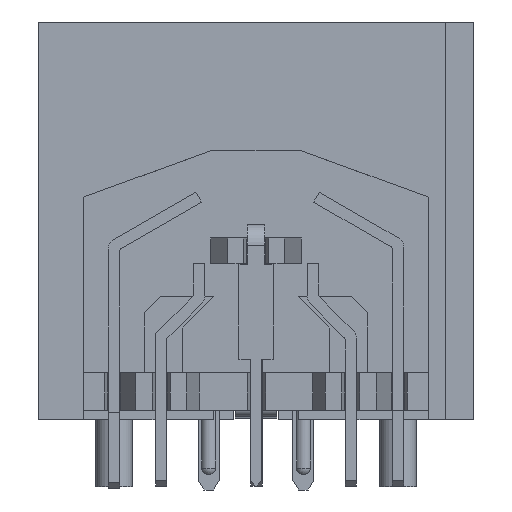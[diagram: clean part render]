
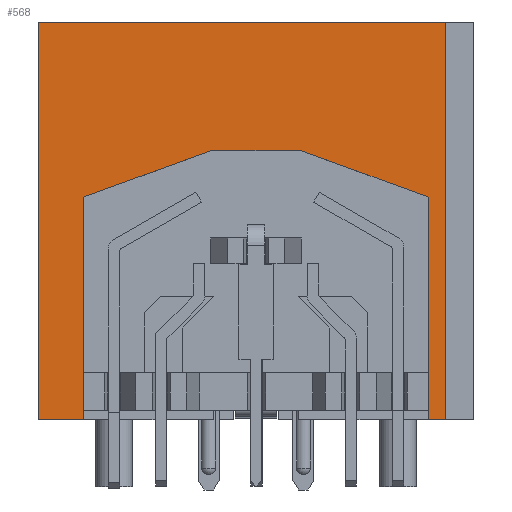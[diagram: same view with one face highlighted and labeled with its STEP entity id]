
A CAD part, left-side view. The second image highlights one B-rep face of the part: STEP entity #568.
In plain terms, the highlighted planar face has unit normal (-1, 0, 0).
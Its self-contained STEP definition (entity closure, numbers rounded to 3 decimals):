
#568=ADVANCED_FACE('',(#1261),#941,.T.);
#941=PLANE('',#7973);
#1261=FACE_OUTER_BOUND('',#1657,.T.);
#1657=EDGE_LOOP('',(#2672,#2673,#2674,#2675,#2676,#2677,#2678,#2679,#2680,
#2681,#2682,#2683,#2684,#2685));
#2672=ORIENTED_EDGE('',*,*,#5382,.T.);
#2673=ORIENTED_EDGE('',*,*,#5375,.T.);
#2674=ORIENTED_EDGE('',*,*,#5384,.T.);
#2675=ORIENTED_EDGE('',*,*,#5385,.T.);
#2676=ORIENTED_EDGE('',*,*,#5386,.T.);
#2677=ORIENTED_EDGE('',*,*,#5241,.T.);
#2678=ORIENTED_EDGE('',*,*,#5387,.T.);
#2679=ORIENTED_EDGE('',*,*,#5388,.T.);
#2680=ORIENTED_EDGE('',*,*,#5389,.F.);
#2681=ORIENTED_EDGE('',*,*,#5255,.T.);
#2682=ORIENTED_EDGE('',*,*,#5259,.F.);
#2683=ORIENTED_EDGE('',*,*,#5264,.F.);
#2684=ORIENTED_EDGE('',*,*,#5363,.F.);
#2685=ORIENTED_EDGE('',*,*,#5390,.T.);
#4453=VERTEX_POINT('',#11228);
#4454=VERTEX_POINT('',#11230);
#4465=VERTEX_POINT('',#11258);
#4466=VERTEX_POINT('',#11260);
#4468=VERTEX_POINT('',#11266);
#4470=VERTEX_POINT('',#11275);
#4532=VERTEX_POINT('',#11471);
#4541=VERTEX_POINT('',#11500);
#4542=VERTEX_POINT('',#11501);
#4547=VERTEX_POINT('',#11515);
#4548=VERTEX_POINT('',#11519);
#4549=VERTEX_POINT('',#11521);
#4550=VERTEX_POINT('',#11524);
#4551=VERTEX_POINT('',#11526);
#5241=EDGE_CURVE('',#4454,#4453,#6275,.T.);
#5255=EDGE_CURVE('',#4466,#4465,#6289,.T.);
#5259=EDGE_CURVE('',#4468,#4465,#6293,.T.);
#5264=EDGE_CURVE('',#4470,#4468,#6298,.T.);
#5363=EDGE_CURVE('',#4532,#4470,#6396,.T.);
#5375=EDGE_CURVE('',#4541,#4542,#6401,.T.);
#5382=EDGE_CURVE('',#4547,#4541,#6408,.T.);
#5384=EDGE_CURVE('',#4542,#4548,#6410,.T.);
#5385=EDGE_CURVE('',#4548,#4549,#6411,.T.);
#5386=EDGE_CURVE('',#4549,#4454,#6412,.T.);
#5387=EDGE_CURVE('',#4453,#4550,#6413,.T.);
#5388=EDGE_CURVE('',#4550,#4551,#6414,.T.);
#5389=EDGE_CURVE('',#4466,#4551,#6415,.T.);
#5390=EDGE_CURVE('',#4532,#4547,#6416,.T.);
#6275=LINE('',#11229,#7193);
#6289=LINE('',#11259,#7207);
#6293=LINE('',#11267,#7211);
#6298=LINE('',#11276,#7216);
#6396=LINE('',#11472,#7314);
#6401=LINE('',#11499,#7319);
#6408=LINE('',#11514,#7326);
#6410=LINE('',#11518,#7328);
#6411=LINE('',#11520,#7329);
#6412=LINE('',#11522,#7330);
#6413=LINE('',#11523,#7331);
#6414=LINE('',#11525,#7332);
#6415=LINE('',#11527,#7333);
#6416=LINE('',#11528,#7334);
#7193=VECTOR('',#8954,1.);
#7207=VECTOR('',#8976,1.);
#7211=VECTOR('',#8982,1.);
#7216=VECTOR('',#8991,1.);
#7314=VECTOR('',#9161,1.);
#7319=VECTOR('',#9194,1.);
#7326=VECTOR('',#9205,1.);
#7328=VECTOR('',#9209,1.);
#7329=VECTOR('',#9210,1.);
#7330=VECTOR('',#9211,1.);
#7331=VECTOR('',#9212,1.);
#7332=VECTOR('',#9213,1.);
#7333=VECTOR('',#9214,1.);
#7334=VECTOR('',#9215,1.);
#7973=AXIS2_PLACEMENT_3D('',#11529,#9216,#9217);
#8954=DIRECTION('',(0.,0.,-1.));
#8976=DIRECTION('',(0.,0.,1.));
#8982=DIRECTION('',(0.,-1.,0.));
#8991=DIRECTION('',(0.,0.,1.));
#9161=DIRECTION('',(0.,1.,0.));
#9194=DIRECTION('',(0.,0.,1.));
#9205=DIRECTION('',(0.,-1.,0.));
#9209=DIRECTION('',(0.,-0.94,0.342));
#9210=DIRECTION('',(0.,-1.,0.));
#9211=DIRECTION('',(0.,-0.94,-0.342));
#9212=DIRECTION('',(0.,-1.,0.));
#9213=DIRECTION('',(0.,0.,-1.));
#9214=DIRECTION('',(0.,1.,0.));
#9215=DIRECTION('',(0.,0.,1.));
#9216=DIRECTION('',(-1.,0.,0.));
#9217=DIRECTION('',(0.,1.,0.));
#11228=CARTESIAN_POINT('',(-11.3,-5.9,-3.5));
#11229=CARTESIAN_POINT('',(-11.3,-5.9,2.926));
#11230=CARTESIAN_POINT('',(-11.3,-5.9,2.926));
#11258=CARTESIAN_POINT('',(-11.3,-10.,11.));
#11259=CARTESIAN_POINT('',(-11.3,-10.,-10.));
#11260=CARTESIAN_POINT('',(-11.3,-10.,-10.));
#11266=CARTESIAN_POINT('',(-11.3,11.5,11.));
#11267=CARTESIAN_POINT('',(-11.3,11.5,11.));
#11275=CARTESIAN_POINT('',(-11.3,11.5,-10.));
#11276=CARTESIAN_POINT('',(-11.3,11.5,-10.));
#11471=CARTESIAN_POINT('',(-11.3,9.1,-10.));
#11472=CARTESIAN_POINT('',(-11.3,9.1,-10.));
#11499=CARTESIAN_POINT('',(-11.3,5.9,-3.5));
#11500=CARTESIAN_POINT('',(-11.3,5.9,-3.5));
#11501=CARTESIAN_POINT('',(-11.3,5.9,2.926));
#11514=CARTESIAN_POINT('',(-11.3,9.1,-3.5));
#11515=CARTESIAN_POINT('',(-11.3,9.1,-3.5));
#11518=CARTESIAN_POINT('',(-11.3,5.9,2.926));
#11519=CARTESIAN_POINT('',(-11.3,2.4,4.2));
#11520=CARTESIAN_POINT('',(-11.3,2.4,4.2));
#11521=CARTESIAN_POINT('',(-11.3,-2.4,4.2));
#11522=CARTESIAN_POINT('',(-11.3,-2.4,4.2));
#11523=CARTESIAN_POINT('',(-11.3,-5.9,-3.5));
#11524=CARTESIAN_POINT('',(-11.3,-9.1,-3.5));
#11525=CARTESIAN_POINT('',(-11.3,-9.1,-3.5));
#11526=CARTESIAN_POINT('',(-11.3,-9.1,-10.));
#11527=CARTESIAN_POINT('',(-11.3,-10.,-10.));
#11528=CARTESIAN_POINT('',(-11.3,9.1,-10.));
#11529=CARTESIAN_POINT('',(-11.3,-12.75,12.15));
